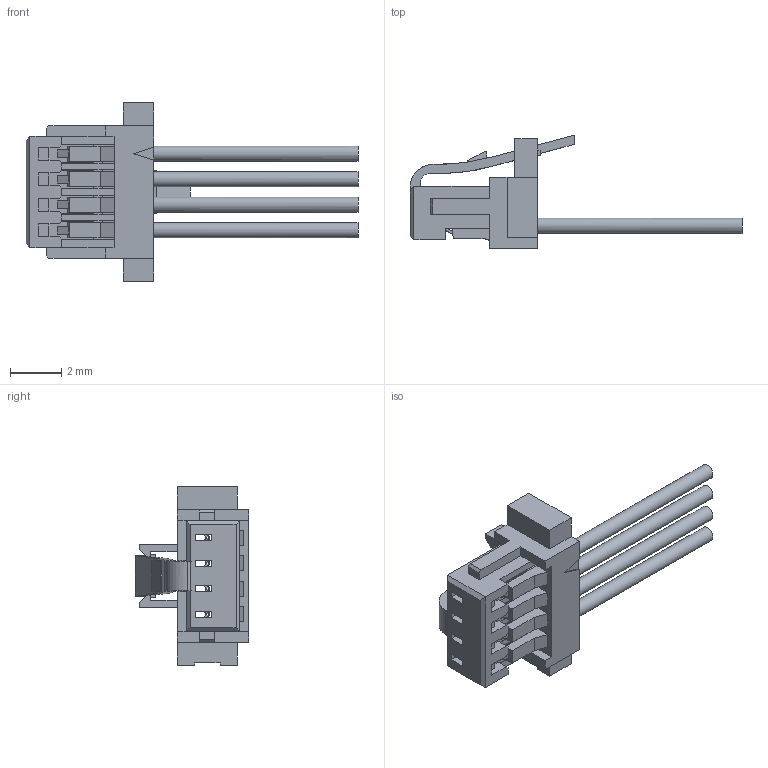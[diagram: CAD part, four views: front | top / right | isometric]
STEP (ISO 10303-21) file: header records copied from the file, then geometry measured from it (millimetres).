
FILE_DESCRIPTION(('FreeCAD Model'),'2;1');
FILE_NAME( 'Samtec_S1SST-04-28-GF.stp' ,'2020-05-26T22:48:40',('Author'),(''), 'Open CASCADE STEP processor 7.3','FreeCAD','Unknown');
FILE_SCHEMA(('AUTOMOTIVE_DESIGN { 1 0 10303 214 1 1 1 1 }'));
Length unit declared in the file: millimetre
Products named in the file (1): Compound
Bounding box: 13 x 4.45 x 7 mm (x, y, z)
Volume: 54.9 mm3; surface area: 418 mm2
Topology: 3 solids, 3 shells, 678 faces, 1955 edges, 1258 vertices
Faces by surface type: plane 568, cylinder 102, cone 8
Full cylindrical faces by diameter (mm): 0.6 x4
Entity records: 26781 total; most frequent: ORIENTED_EDGE 3910, CARTESIAN_POINT 3896, DIRECTION 3635, EDGE_CURVE 1955, LINE 1625, VECTOR 1625, VERTEX_POINT 1258, AXIS2_PLACEMENT_3D 1005
